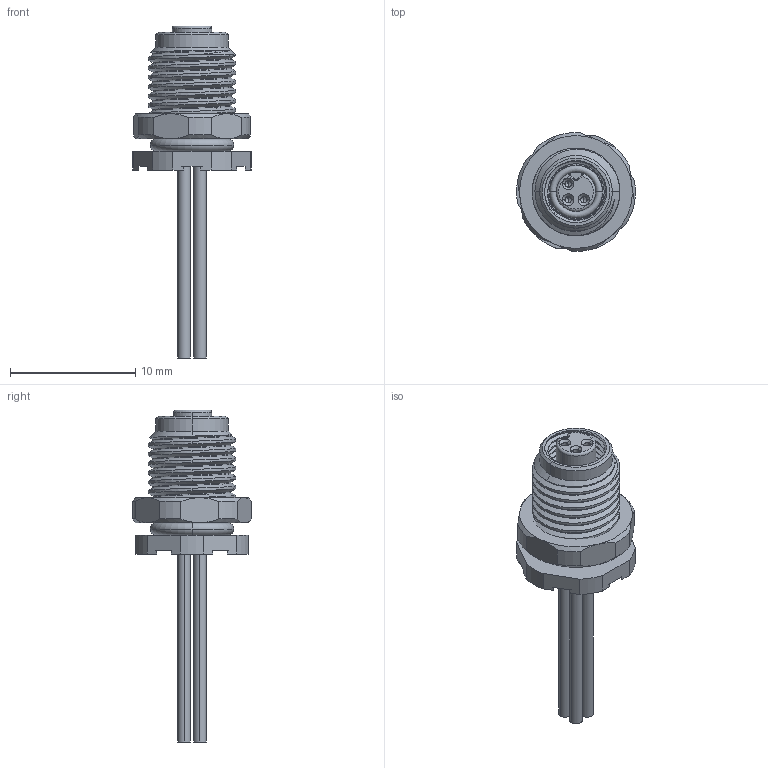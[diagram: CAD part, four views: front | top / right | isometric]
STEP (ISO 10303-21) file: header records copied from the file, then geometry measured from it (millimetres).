
FILE_DESCRIPTION((''),'2;1');
FILE_NAME('HOUSING-FEMALE-4P-000A85_3','2025-08-24T',('gongcheng16'),(''),'PRO/ENGINEER BY PARAMETRIC TECHNOLOGY CORPORATION, 2010280','PRO/ENGINEER BY PARAMETRIC TECHNOLOGY CORPORATION, 2010280','');
FILE_SCHEMA(('CONFIG_CONTROL_DESIGN'));
Products named in the file (1): HOUSING-FEMALE-4P-000A85_3
Bounding box: 9.48 x 9.48 x 26.5 mm (x, y, z)
Volume: 54.9 mm3; surface area: 7103.1 mm2
Topology: 2 solids, 75 shells, 1202 faces, 3375 edges, 2215 vertices
Faces by surface type: cylinder 513, plane 322, cone 244, bspline 103, torus 20
Entity records: 72352 total; most frequent: CARTESIAN_POINT 43239, ORIENTED_EDGE 6015, DIRECTION 5653, EDGE_CURVE 3363, VERTEX_POINT 2215, AXIS2_PLACEMENT_3D 2208, EDGE_LOOP 1270, VECTOR 1237
